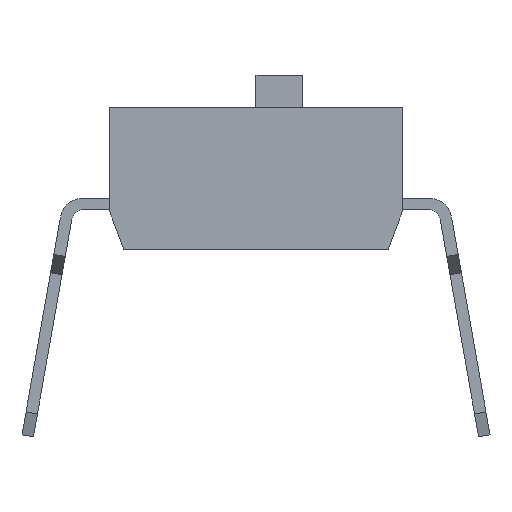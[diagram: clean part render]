
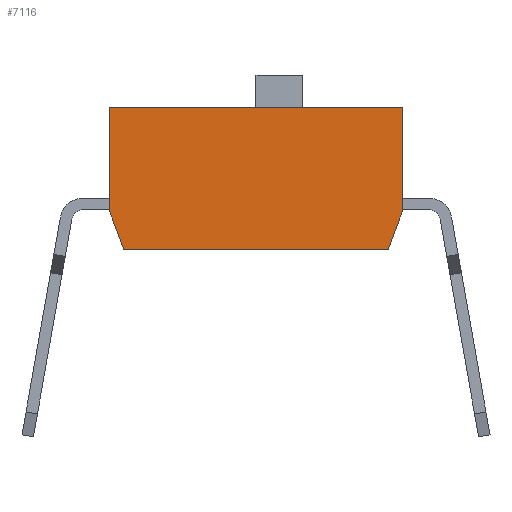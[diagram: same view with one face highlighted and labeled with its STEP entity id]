
A CAD part, left-side view. The second image highlights one B-rep face of the part: STEP entity #7116.
In plain terms, the highlighted planar face has unit normal (-1, 0, 0).
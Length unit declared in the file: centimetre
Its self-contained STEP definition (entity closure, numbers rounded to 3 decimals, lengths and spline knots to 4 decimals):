
#640=FACE_OUTER_BOUND('',#1033,.T.);
#1033=EDGE_LOOP('',(#6450,#6451,#6452,#6453,#6454,#6455));
#1781=LINE('',#11810,#2638);
#1878=LINE('',#12007,#2735);
#1882=LINE('',#12016,#2739);
#1886=LINE('',#12023,#2743);
#1889=LINE('',#12027,#2746);
#1891=LINE('',#12031,#2748);
#2638=VECTOR('',#8832,1.);
#2735=VECTOR('',#9015,1.);
#2739=VECTOR('',#9021,1.);
#2743=VECTOR('',#9027,1.);
#2746=VECTOR('',#9032,1.);
#2748=VECTOR('',#9038,1.);
#3356=VERTEX_POINT('',#11807);
#3357=VERTEX_POINT('',#11809);
#3413=VERTEX_POINT('',#12005);
#3414=VERTEX_POINT('',#12006);
#3417=VERTEX_POINT('',#12014);
#3418=VERTEX_POINT('',#12015);
#4323=EDGE_CURVE('',#3357,#3356,#1781,.T.);
#4420=EDGE_CURVE('',#3413,#3414,#1878,.T.);
#4424=EDGE_CURVE('',#3417,#3418,#1882,.T.);
#4428=EDGE_CURVE('',#3413,#3356,#1886,.T.);
#4431=EDGE_CURVE('',#3418,#3357,#1889,.T.);
#4433=EDGE_CURVE('',#3417,#3414,#1891,.T.);
#6450=ORIENTED_EDGE('',*,*,#4420,.T.);
#6451=ORIENTED_EDGE('',*,*,#4433,.F.);
#6452=ORIENTED_EDGE('',*,*,#4424,.T.);
#6453=ORIENTED_EDGE('',*,*,#4431,.T.);
#6454=ORIENTED_EDGE('',*,*,#4323,.T.);
#6455=ORIENTED_EDGE('',*,*,#4428,.F.);
#6748=PLANE('',#7480);
#7116=ADVANCED_FACE('',(#640),#6748,.T.);
#7480=AXIS2_PLACEMENT_3D('',#12030,#9036,#9037);
#8832=DIRECTION('',(0.,1.,0.));
#9015=DIRECTION('',(0.,-0.351,-0.936));
#9021=DIRECTION('',(0.,-0.351,0.936));
#9027=DIRECTION('',(0.,0.,1.));
#9032=DIRECTION('',(0.,0.,1.));
#9036=DIRECTION('center_axis',(-1.,0.,0.));
#9037=DIRECTION('ref_axis',(0.,0.,1.));
#9038=DIRECTION('',(0.,1.,0.));
#11807=CARTESIAN_POINT('',(-0.687,0.315,0.305));
#11809=CARTESIAN_POINT('',(-0.687,-0.315,0.305));
#11810=CARTESIAN_POINT('',(-0.687,-0.315,0.305));
#12005=CARTESIAN_POINT('',(-0.687,0.315,0.08));
#12006=CARTESIAN_POINT('',(-0.687,0.285,0.));
#12007=CARTESIAN_POINT('',(-0.687,0.263,-0.0586));
#12014=CARTESIAN_POINT('',(-0.687,-0.285,0.));
#12015=CARTESIAN_POINT('',(-0.687,-0.315,0.08));
#12016=CARTESIAN_POINT('',(-0.687,-0.2868,0.0049));
#12023=CARTESIAN_POINT('',(-0.687,0.315,0.));
#12027=CARTESIAN_POINT('',(-0.687,-0.315,0.));
#12030=CARTESIAN_POINT('Origin',(-0.687,-0.315,0.));
#12031=CARTESIAN_POINT('',(-0.687,-0.315,0.));
